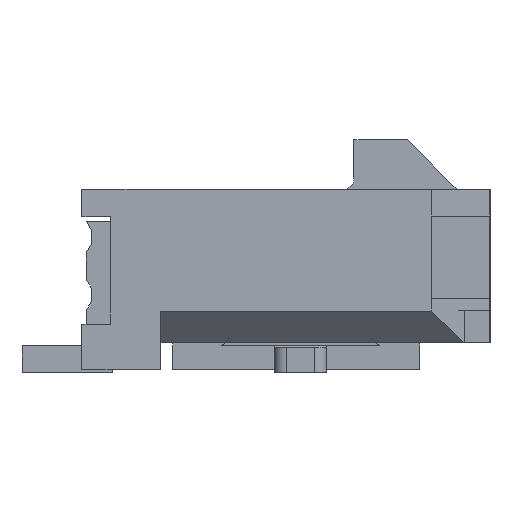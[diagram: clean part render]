
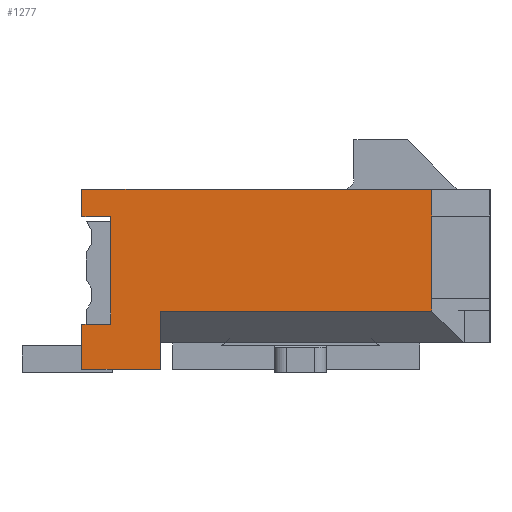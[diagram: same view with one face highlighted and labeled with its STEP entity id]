
A CAD part, left-side view. The second image highlights one B-rep face of the part: STEP entity #1277.
In plain terms, the highlighted planar face has unit normal (-1, 0, 0).
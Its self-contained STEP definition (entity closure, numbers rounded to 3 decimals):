
#1277 = ADVANCED_FACE( '', ( #2477 ), #2478, .T. );
#2477 = FACE_OUTER_BOUND( '', #3621, .T. );
#2478 = PLANE( '', #3622 );
#3621 = EDGE_LOOP( '', ( #7166, #7167, #7168, #7169, #7170, #7171, #7172, #7173, #7174, #7175, #7176, #7177 ) );
#3622 = AXIS2_PLACEMENT_3D( '', #7178, #7179, #7180 );
#7166 = ORIENTED_EDGE( '', *, *, #7742, .T. );
#7167 = ORIENTED_EDGE( '', *, *, #7584, .T. );
#7168 = ORIENTED_EDGE( '', *, *, #8534, .T. );
#7169 = ORIENTED_EDGE( '', *, *, #7795, .T. );
#7170 = ORIENTED_EDGE( '', *, *, #8303, .F. );
#7171 = ORIENTED_EDGE( '', *, *, #8081, .T. );
#7172 = ORIENTED_EDGE( '', *, *, #8454, .F. );
#7173 = ORIENTED_EDGE( '', *, *, #8231, .F. );
#7174 = ORIENTED_EDGE( '', *, *, #7906, .F. );
#7175 = ORIENTED_EDGE( '', *, *, #7374, .T. );
#7176 = ORIENTED_EDGE( '', *, *, #7287, .T. );
#7177 = ORIENTED_EDGE( '', *, *, #8031, .T. );
#7178 = CARTESIAN_POINT( '', ( -16.825, 0., 0. ) );
#7179 = DIRECTION( '', ( -1., 0., 0. ) );
#7180 = DIRECTION( '', ( 0., 0., 1. ) );
#7287 = EDGE_CURVE( '', #8780, #8778, #8781, .T. );
#7374 = EDGE_CURVE( '', #8946, #8780, #8947, .T. );
#7584 = EDGE_CURVE( '', #9302, #9307, #9309, .T. );
#7742 = EDGE_CURVE( '', #9558, #9302, #9562, .T. );
#7795 = EDGE_CURVE( '', #9650, #9648, #9651, .T. );
#7906 = EDGE_CURVE( '', #8946, #9819, #9820, .T. );
#8031 = EDGE_CURVE( '', #8778, #9558, #9997, .T. );
#8081 = EDGE_CURVE( '', #10070, #10068, #10071, .T. );
#8231 = EDGE_CURVE( '', #9819, #10088, #10266, .T. );
#8303 = EDGE_CURVE( '', #10070, #9648, #10354, .T. );
#8454 = EDGE_CURVE( '', #10088, #10068, #10532, .T. );
#8534 = EDGE_CURVE( '', #9307, #9650, #10618, .T. );
#8778 = VERTEX_POINT( '', #10947 );
#8780 = VERTEX_POINT( '', #10950 );
#8781 = LINE( '', #10951, #10952 );
#8946 = VERTEX_POINT( '', #11196 );
#8947 = LINE( '', #11197, #11198 );
#9302 = VERTEX_POINT( '', #11722 );
#9307 = VERTEX_POINT( '', #11729 );
#9309 = LINE( '', #11732, #11733 );
#9558 = VERTEX_POINT( '', #12105 );
#9562 = LINE( '', #12111, #12112 );
#9648 = VERTEX_POINT( '', #12239 );
#9650 = VERTEX_POINT( '', #12242 );
#9651 = LINE( '', #12243, #12244 );
#9819 = VERTEX_POINT( '', #12494 );
#9820 = LINE( '', #12495, #12496 );
#9997 = LINE( '', #12773, #12774 );
#10068 = VERTEX_POINT( '', #12879 );
#10070 = VERTEX_POINT( '', #12882 );
#10071 = LINE( '', #12883, #12884 );
#10088 = VERTEX_POINT( '', #12907 );
#10266 = LINE( '', #13181, #13182 );
#10354 = LINE( '', #13313, #13314 );
#10532 = LINE( '', #13587, #13588 );
#10618 = LINE( '', #13708, #13709 );
#10947 = CARTESIAN_POINT( '', ( -16.825, 4.95, 1.515 ) );
#10950 = CARTESIAN_POINT( '', ( -16.825, 4.95, 2.185 ) );
#10951 = CARTESIAN_POINT( '', ( -16.825, 4.95, 2.185 ) );
#10952 = VECTOR( '', #13874, 1000. );
#11196 = CARTESIAN_POINT( '', ( -16.825, -3.536, 2.185 ) );
#11197 = CARTESIAN_POINT( '', ( -16.825, -4.95, 2.185 ) );
#11198 = VECTOR( '', #13960, 1000. );
#11722 = CARTESIAN_POINT( '', ( -16.825, 4.25, -1.085 ) );
#11729 = CARTESIAN_POINT( '', ( -16.825, 4.95, -1.085 ) );
#11732 = CARTESIAN_POINT( '', ( -16.825, 0., -1.085 ) );
#11733 = VECTOR( '', #14133, 1000. );
#12105 = CARTESIAN_POINT( '', ( -16.825, 4.25, 1.515 ) );
#12111 = CARTESIAN_POINT( '', ( -16.825, 4.25, 0. ) );
#12112 = VECTOR( '', #14259, 1000. );
#12239 = CARTESIAN_POINT( '', ( -16.825, 3.05, -2.185 ) );
#12242 = CARTESIAN_POINT( '', ( -16.825, 4.95, -2.185 ) );
#12243 = CARTESIAN_POINT( '', ( -16.825, 4.95, -2.185 ) );
#12244 = VECTOR( '', #14302, 1000. );
#12494 = CARTESIAN_POINT( '', ( -16.825, -3.536, 1.535 ) );
#12495 = CARTESIAN_POINT( '', ( -16.825, -3.536, 0. ) );
#12496 = VECTOR( '', #14397, 1000. );
#12773 = CARTESIAN_POINT( '', ( -16.825, 0., 1.515 ) );
#12774 = VECTOR( '', #14498, 1000. );
#12879 = CARTESIAN_POINT( '', ( -16.825, -3.536, -0.771 ) );
#12882 = CARTESIAN_POINT( '', ( -16.825, 3.05, -0.771 ) );
#12883 = CARTESIAN_POINT( '', ( -16.825, 3.05, -0.771 ) );
#12884 = VECTOR( '', #14540, 1000. );
#12907 = CARTESIAN_POINT( '', ( -16.825, -3.536, -0.465 ) );
#13181 = CARTESIAN_POINT( '', ( -16.825, -3.536, 1.535 ) );
#13182 = VECTOR( '', #14661, 1000. );
#13313 = CARTESIAN_POINT( '', ( -16.825, 3.05, -2.185 ) );
#13314 = VECTOR( '', #14711, 1000. );
#13587 = CARTESIAN_POINT( '', ( -16.825, -3.536, 0. ) );
#13588 = VECTOR( '', #14807, 1000. );
#13708 = CARTESIAN_POINT( '', ( -16.825, 4.95, 2.185 ) );
#13709 = VECTOR( '', #14842, 1000. );
#13874 = DIRECTION( '', ( 0., 0., -1. ) );
#13960 = DIRECTION( '', ( 0., 1., 0. ) );
#14133 = DIRECTION( '', ( 0., 1., 0. ) );
#14259 = DIRECTION( '', ( 0., 0., -1. ) );
#14302 = DIRECTION( '', ( 0., -1., 0. ) );
#14397 = DIRECTION( '', ( 0., 0., -1. ) );
#14498 = DIRECTION( '', ( 0., -1., 0. ) );
#14540 = DIRECTION( '', ( 0., -1., 0. ) );
#14661 = DIRECTION( '', ( 0., 0., -1. ) );
#14711 = DIRECTION( '', ( 0., 0., -1. ) );
#14807 = DIRECTION( '', ( 0., 0., -1. ) );
#14842 = DIRECTION( '', ( 0., 0., -1. ) );
